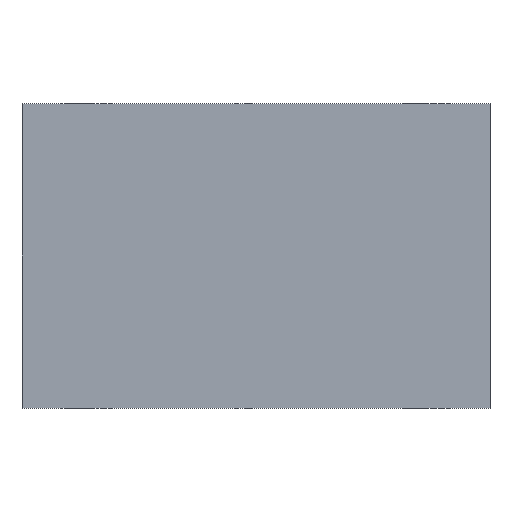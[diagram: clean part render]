
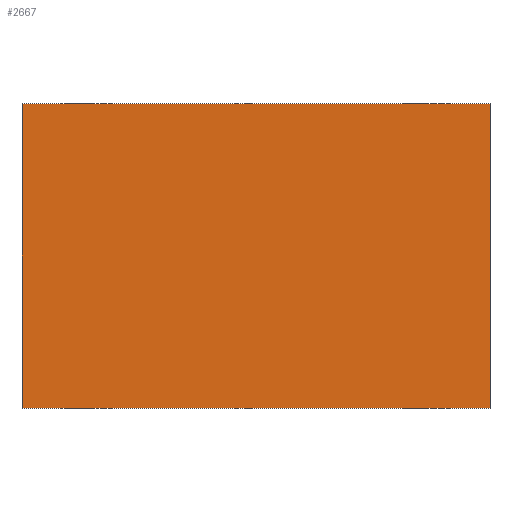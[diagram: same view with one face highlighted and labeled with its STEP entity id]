
A CAD part, front view. The second image highlights one B-rep face of the part: STEP entity #2667.
In plain terms, the highlighted planar face has unit normal (0, -1, 0).
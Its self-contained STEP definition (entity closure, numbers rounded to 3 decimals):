
#114=LINE('',#4177,#313);
#187=LINE('',#4498,#386);
#190=LINE('',#4505,#389);
#192=LINE('',#4512,#391);
#313=VECTOR('',#3258,1000.);
#386=VECTOR('',#3467,1000.);
#389=VECTOR('',#3474,1000.);
#391=VECTOR('',#3482,1000.);
#508=PLANE('',#2937);
#867=ORIENTED_EDGE('',*,*,#1565,.T.);
#868=ORIENTED_EDGE('',*,*,#1557,.F.);
#869=ORIENTED_EDGE('',*,*,#1561,.F.);
#870=ORIENTED_EDGE('',*,*,#1425,.T.);
#1425=EDGE_CURVE('',#1789,#1788,#114,.T.);
#1557=EDGE_CURVE('',#1894,#1895,#187,.T.);
#1561=EDGE_CURVE('',#1789,#1894,#190,.T.);
#1565=EDGE_CURVE('',#1788,#1895,#192,.T.);
#1788=VERTEX_POINT('',#4176);
#1789=VERTEX_POINT('',#4178);
#1894=VERTEX_POINT('',#4497);
#1895=VERTEX_POINT('',#4499);
#2186=EDGE_LOOP('',(#867,#868,#869,#870));
#2415=FACE_BOUND('',#2186,.T.);
#2667=ADVANCED_FACE('',(#2415),#508,.F.);
#2937=AXIS2_PLACEMENT_3D('',#4515,#3485,#3486);
#3258=DIRECTION('',(0.,0.,-1.));
#3467=DIRECTION('',(0.,0.,-1.));
#3474=DIRECTION('',(1.,0.,0.));
#3482=DIRECTION('',(1.,0.,0.));
#3485=DIRECTION('',(0.,1.,0.));
#3486=DIRECTION('',(0.,0.,1.));
#4176=CARTESIAN_POINT('',(-40.,0.,-26.));
#4177=CARTESIAN_POINT('',(-40.,0.,26.));
#4178=CARTESIAN_POINT('',(-40.,0.,26.));
#4497=CARTESIAN_POINT('',(40.,0.,26.));
#4498=CARTESIAN_POINT('',(40.,0.,26.));
#4499=CARTESIAN_POINT('',(40.,0.,-26.));
#4505=CARTESIAN_POINT('',(-40.,0.,26.));
#4512=CARTESIAN_POINT('',(-40.,0.,-26.));
#4515=CARTESIAN_POINT('',(-40.,0.,26.));
